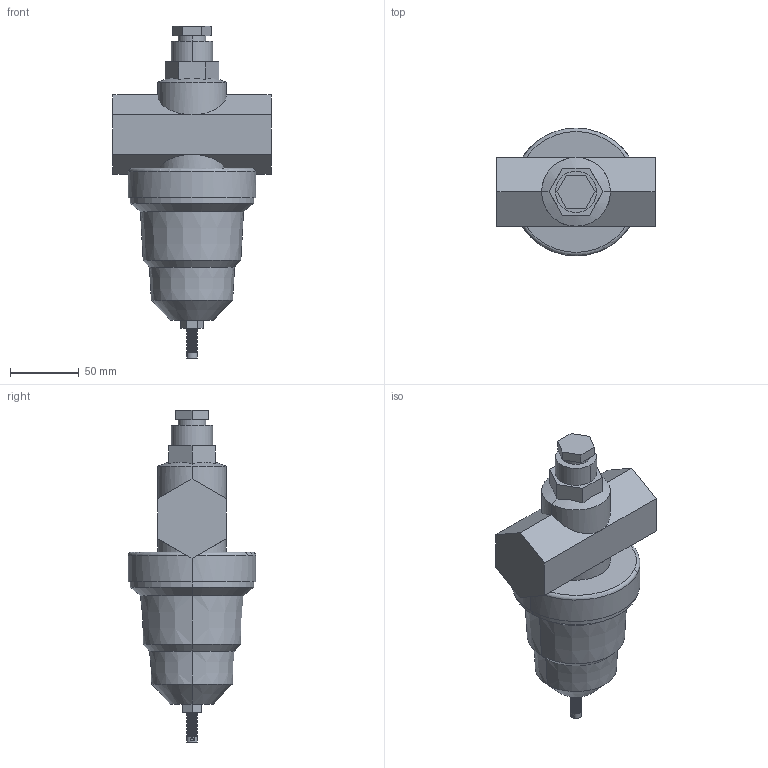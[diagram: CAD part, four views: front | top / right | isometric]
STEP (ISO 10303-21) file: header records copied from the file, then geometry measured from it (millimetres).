
FILE_DESCRIPTION(('no description'),'unknown implementation level');
FILE_NAME('Honeywell_D22-11_2A_3D.stp',' ',('pit-cup GmbH'),('ccLab - KiM Gmbh - www.kimweb.de'),'unknown preprocess','ACIS','unknown authorization');
FILE_SCHEMA(('automotive_design'));
Length unit declared in the file: millimetre
Products named in the file (1): 1
Bounding box: 115 x 93 x 241.5 mm (x, y, z)
Volume: 777555.2 mm3; surface area: 61701.3 mm2
Topology: 1 solids, 1 shells, 146 faces, 352 edges, 216 vertices
Faces by surface type: cone 82, plane 44, cylinder 18, torus 2
Entity records: 8488 total; most frequent: CARTESIAN_POINT 985, DIRECTION 778, STYLED_ITEM 715, PRESENTATION_STYLE_ASSIGNMENT 715, COLOUR_RGB 715, ORIENTED_EDGE 704, EDGE_CURVE 352, CURVE_STYLE 352
